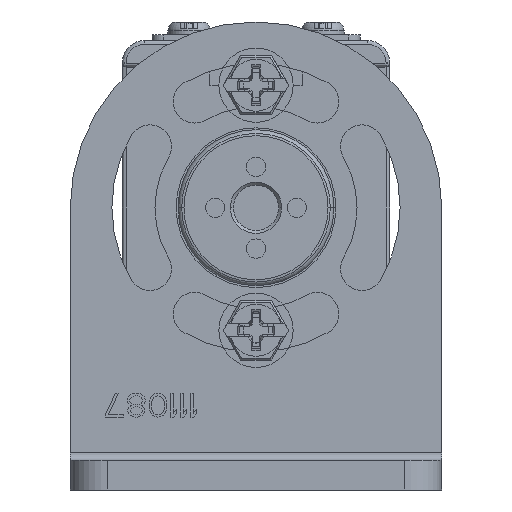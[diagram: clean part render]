
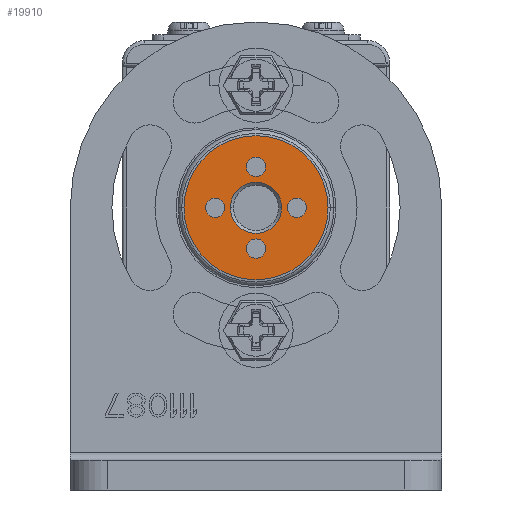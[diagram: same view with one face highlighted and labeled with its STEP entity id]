
A CAD part, front view. The second image highlights one B-rep face of the part: STEP entity #19910.
In plain terms, the highlighted planar face has unit normal (0, -1, 0).
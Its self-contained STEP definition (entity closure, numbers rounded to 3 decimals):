
#3145=CARTESIAN_POINT('',(0.,-664.,22.5));
#3146=DIRECTION('',(0.,-1.,0.));
#3147=DIRECTION('',(-1.,0.,0.));
#3148=AXIS2_PLACEMENT_3D('',#3145,#3146,#3147);
#3150=CARTESIAN_POINT('',(0.,-664.,22.5));
#3151=DIRECTION('',(0.,-1.,0.));
#3152=DIRECTION('',(1.,0.,0.));
#3153=AXIS2_PLACEMENT_3D('',#3150,#3151,#3152);
#3155=CARTESIAN_POINT('',(0.,-664.,22.5));
#3156=DIRECTION('',(0.,1.,0.));
#3157=DIRECTION('',(-1.,0.,0.));
#3158=AXIS2_PLACEMENT_3D('',#3155,#3156,#3157);
#3160=CARTESIAN_POINT('',(0.,-664.,22.5));
#3161=DIRECTION('',(0.,1.,0.));
#3162=DIRECTION('',(1.,0.,0.));
#3163=AXIS2_PLACEMENT_3D('',#3160,#3161,#3162);
#3165=CARTESIAN_POINT('',(0.,-664.,17.));
#3166=DIRECTION('',(0.,-1.,0.));
#3167=DIRECTION('',(-1.,0.,0.));
#3168=AXIS2_PLACEMENT_3D('',#3165,#3166,#3167);
#3170=CARTESIAN_POINT('',(0.,-664.,17.));
#3171=DIRECTION('',(0.,-1.,0.));
#3172=DIRECTION('',(1.,0.,0.));
#3173=AXIS2_PLACEMENT_3D('',#3170,#3171,#3172);
#3175=CARTESIAN_POINT('',(-5.5,-664.,22.5));
#3176=DIRECTION('',(0.,-1.,0.));
#3177=DIRECTION('',(-1.,0.,0.));
#3178=AXIS2_PLACEMENT_3D('',#3175,#3176,#3177);
#3180=CARTESIAN_POINT('',(-5.5,-664.,22.5));
#3181=DIRECTION('',(0.,-1.,0.));
#3182=DIRECTION('',(1.,0.,0.));
#3183=AXIS2_PLACEMENT_3D('',#3180,#3181,#3182);
#3185=CARTESIAN_POINT('',(0.,-664.,28.));
#3186=DIRECTION('',(0.,-1.,0.));
#3187=DIRECTION('',(-1.,0.,0.));
#3188=AXIS2_PLACEMENT_3D('',#3185,#3186,#3187);
#3190=CARTESIAN_POINT('',(0.,-664.,28.));
#3191=DIRECTION('',(0.,-1.,0.));
#3192=DIRECTION('',(1.,0.,0.));
#3193=AXIS2_PLACEMENT_3D('',#3190,#3191,#3192);
#3195=CARTESIAN_POINT('',(5.5,-664.,22.5));
#3196=DIRECTION('',(0.,-1.,0.));
#3197=DIRECTION('',(-1.,0.,0.));
#3198=AXIS2_PLACEMENT_3D('',#3195,#3196,#3197);
#3200=CARTESIAN_POINT('',(5.5,-664.,22.5));
#3201=DIRECTION('',(0.,-1.,0.));
#3202=DIRECTION('',(1.,0.,0.));
#3203=AXIS2_PLACEMENT_3D('',#3200,#3201,#3202);
#14735=CARTESIAN_POINT('',(-9.7,-664.,22.5));
#14736=CARTESIAN_POINT('',(9.7,-664.,22.5));
#14737=VERTEX_POINT('',#14735);
#14738=VERTEX_POINT('',#14736);
#14743=CARTESIAN_POINT('',(-3.45,-664.,22.5));
#14744=CARTESIAN_POINT('',(3.45,-664.,22.5));
#14745=VERTEX_POINT('',#14743);
#14746=VERTEX_POINT('',#14744);
#14763=CARTESIAN_POINT('',(-1.3,-664.,17.));
#14764=CARTESIAN_POINT('',(1.3,-664.,17.));
#14765=VERTEX_POINT('',#14763);
#14766=VERTEX_POINT('',#14764);
#14767=CARTESIAN_POINT('',(-6.8,-664.,22.5));
#14768=CARTESIAN_POINT('',(-4.2,-664.,22.5));
#14769=VERTEX_POINT('',#14767);
#14770=VERTEX_POINT('',#14768);
#14771=CARTESIAN_POINT('',(-1.3,-664.,28.));
#14772=CARTESIAN_POINT('',(1.3,-664.,28.));
#14773=VERTEX_POINT('',#14771);
#14774=VERTEX_POINT('',#14772);
#14775=CARTESIAN_POINT('',(4.2,-664.,22.5));
#14776=CARTESIAN_POINT('',(6.8,-664.,22.5));
#14777=VERTEX_POINT('',#14775);
#14778=VERTEX_POINT('',#14776);
#19870=CARTESIAN_POINT('',(0.,-664.,22.5));
#19871=DIRECTION('',(0.,-1.,0.));
#19872=DIRECTION('',(-1.,0.,0.));
#19873=AXIS2_PLACEMENT_3D('',#19870,#19871,#19872);
#19874=PLANE('',#19873);
#19875=ORIENTED_EDGE('',*,*,#19860,.F.);
#19877=ORIENTED_EDGE('',*,*,#19876,.F.);
#19878=EDGE_LOOP('',(#19875,#19877));
#19879=FACE_OUTER_BOUND('',#19878,.F.);
#19881=ORIENTED_EDGE('',*,*,#19880,.F.);
#19883=ORIENTED_EDGE('',*,*,#19882,.F.);
#19884=EDGE_LOOP('',(#19881,#19883));
#19885=FACE_BOUND('',#19884,.F.);
#19887=ORIENTED_EDGE('',*,*,#19886,.T.);
#19889=ORIENTED_EDGE('',*,*,#19888,.T.);
#19890=EDGE_LOOP('',(#19887,#19889));
#19891=FACE_BOUND('',#19890,.F.);
#19893=ORIENTED_EDGE('',*,*,#19892,.T.);
#19895=ORIENTED_EDGE('',*,*,#19894,.T.);
#19896=EDGE_LOOP('',(#19893,#19895));
#19897=FACE_BOUND('',#19896,.F.);
#19899=ORIENTED_EDGE('',*,*,#19898,.T.);
#19901=ORIENTED_EDGE('',*,*,#19900,.T.);
#19902=EDGE_LOOP('',(#19899,#19901));
#19903=FACE_BOUND('',#19902,.F.);
#19905=ORIENTED_EDGE('',*,*,#19904,.T.);
#19907=ORIENTED_EDGE('',*,*,#19906,.T.);
#19908=EDGE_LOOP('',(#19905,#19907));
#19909=FACE_BOUND('',#19908,.F.);
#19910=ADVANCED_FACE('',(#19879,#19885,#19891,#19897,#19903,#19909),#19874,.T.);
#3149=CIRCLE('',#3148,9.7);
#3154=CIRCLE('',#3153,9.7);
#3159=CIRCLE('',#3158,3.45);
#3164=CIRCLE('',#3163,3.45);
#3169=CIRCLE('',#3168,1.3);
#3174=CIRCLE('',#3173,1.3);
#3179=CIRCLE('',#3178,1.3);
#3184=CIRCLE('',#3183,1.3);
#3189=CIRCLE('',#3188,1.3);
#3194=CIRCLE('',#3193,1.3);
#3199=CIRCLE('',#3198,1.3);
#3204=CIRCLE('',#3203,1.3);
#19860=EDGE_CURVE('',#14737,#14738,#3149,.T.);
#19876=EDGE_CURVE('',#14738,#14737,#3154,.T.);
#19880=EDGE_CURVE('',#14745,#14746,#3159,.T.);
#19882=EDGE_CURVE('',#14746,#14745,#3164,.T.);
#19886=EDGE_CURVE('',#14765,#14766,#3169,.T.);
#19888=EDGE_CURVE('',#14766,#14765,#3174,.T.);
#19892=EDGE_CURVE('',#14769,#14770,#3179,.T.);
#19894=EDGE_CURVE('',#14770,#14769,#3184,.T.);
#19898=EDGE_CURVE('',#14773,#14774,#3189,.T.);
#19900=EDGE_CURVE('',#14774,#14773,#3194,.T.);
#19904=EDGE_CURVE('',#14777,#14778,#3199,.T.);
#19906=EDGE_CURVE('',#14778,#14777,#3204,.T.);
